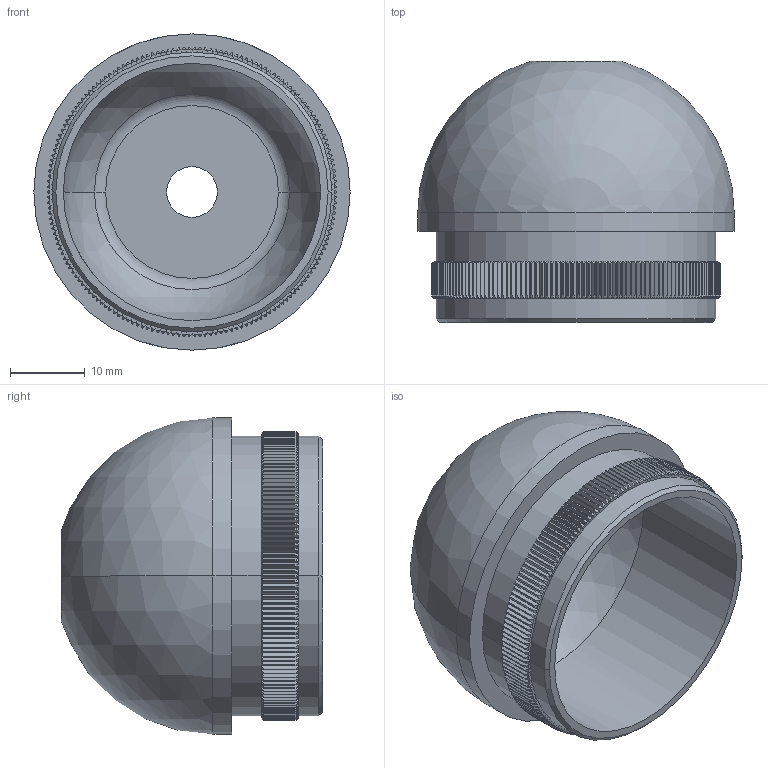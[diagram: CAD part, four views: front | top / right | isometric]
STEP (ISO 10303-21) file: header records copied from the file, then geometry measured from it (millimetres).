
FILE_DESCRIPTION (( 'STEP AP203' ), '1' );
FILE_NAME ('50270-240M8G.step', '2018-10-25T11:45:11', ( '' ), ( '' ), 'SwSTEP 2.0', 'SolidWorks 2015', '' );
FILE_SCHEMA (( 'CONFIG_CONTROL_DESIGN' ));
Length unit declared in the file: millimetre
Products named in the file (1): 50270-240M8G
Bounding box: 42.4 x 35 x 42.4 mm (x, y, z)
Volume: 13284.3 mm3; surface area: 9110.5 mm2
Topology: 1 solids, 1 shells, 1105 faces, 2881 edges, 1803 vertices
Faces by surface type: plane 451, cone 346, cylinder 207, bspline 95, sphere 4, torus 2
Entity records: 38268 total; most frequent: CARTESIAN_POINT 12628, ORIENTED_EDGE 5754, DIRECTION 4814, EDGE_CURVE 2877, AXIS2_PLACEMENT_3D 1828, VERTEX_POINT 1801, VECTOR 1158, LINE 1158
